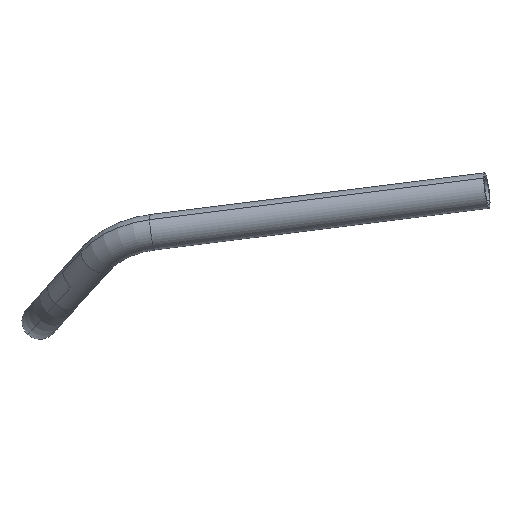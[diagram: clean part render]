
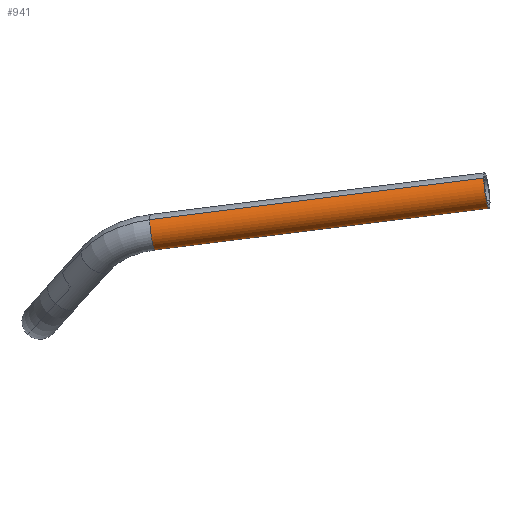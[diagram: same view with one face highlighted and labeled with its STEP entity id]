
A CAD part, left-side view. The second image highlights one B-rep face of the part: STEP entity #941.
In plain terms, the highlighted cylindrical face has radius 19 mm (diameter 38 mm), a partial arc.
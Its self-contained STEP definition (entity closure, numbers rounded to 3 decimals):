
#262=CARTESIAN_POINT('',(-299.,0.,138.734));
#263=DIRECTION('',(-0.123,-0.985,0.123));
#264=DIRECTION('',(-0.696,0.174,0.696));
#265=AXIS2_PLACEMENT_3D('',#262,#263,#264);
#277=DIRECTION('',(0.123,0.985,-0.123));
#278=VECTOR('',#277,359.679);
#279=CARTESIAN_POINT('',(-285.769,-3.299,125.503));
#280=LINE('',#279,#278);
#281=DIRECTION('',(0.123,0.985,-0.123));
#282=VECTOR('',#281,359.679);
#283=CARTESIAN_POINT('',(-312.231,3.299,151.965));
#284=LINE('',#283,#282);
#285=CARTESIAN_POINT('',(-254.836,354.215,94.57));
#286=DIRECTION('',(-0.123,-0.985,0.123));
#287=DIRECTION('',(-0.696,0.174,0.696));
#288=AXIS2_PLACEMENT_3D('',#285,#286,#287);
#505=CARTESIAN_POINT('',(-285.769,-3.299,125.503));
#506=CARTESIAN_POINT('',(-312.231,3.299,151.965));
#507=VERTEX_POINT('',#505);
#508=VERTEX_POINT('',#506);
#513=CARTESIAN_POINT('',(-241.605,350.916,81.339));
#514=CARTESIAN_POINT('',(-268.067,357.514,107.801));
#515=VERTEX_POINT('',#513);
#516=VERTEX_POINT('',#514);
#929=CARTESIAN_POINT('',(-299.,0.,138.734));
#930=DIRECTION('',(-0.123,-0.985,0.123));
#931=DIRECTION('',(0.696,-0.174,-0.696));
#932=AXIS2_PLACEMENT_3D('',#929,#930,#931);
#933=CYLINDRICAL_SURFACE('',#932,19.);
#934=ORIENTED_EDGE('',*,*,#904,.T.);
#935=ORIENTED_EDGE('',*,*,#924,.T.);
#937=ORIENTED_EDGE('',*,*,#936,.F.);
#938=ORIENTED_EDGE('',*,*,#920,.F.);
#939=EDGE_LOOP('',(#934,#935,#937,#938));
#940=FACE_OUTER_BOUND('',#939,.F.);
#941=ADVANCED_FACE('',(#940),#933,.T.);
#266=CIRCLE('',#265,19.);
#289=CIRCLE('',#288,19.);
#904=EDGE_CURVE('',#508,#507,#266,.T.);
#920=EDGE_CURVE('',#508,#516,#284,.T.);
#924=EDGE_CURVE('',#507,#515,#280,.T.);
#936=EDGE_CURVE('',#516,#515,#289,.T.);
